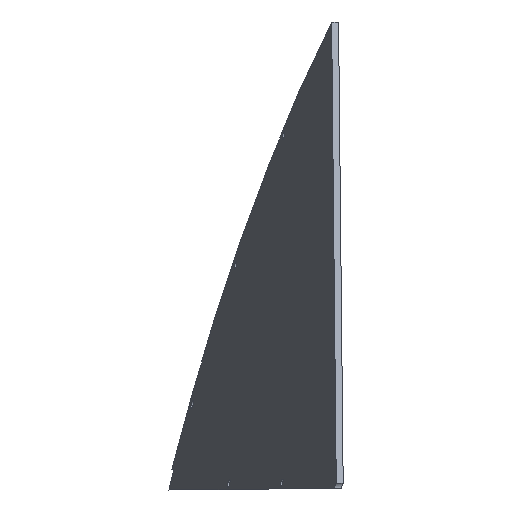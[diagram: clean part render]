
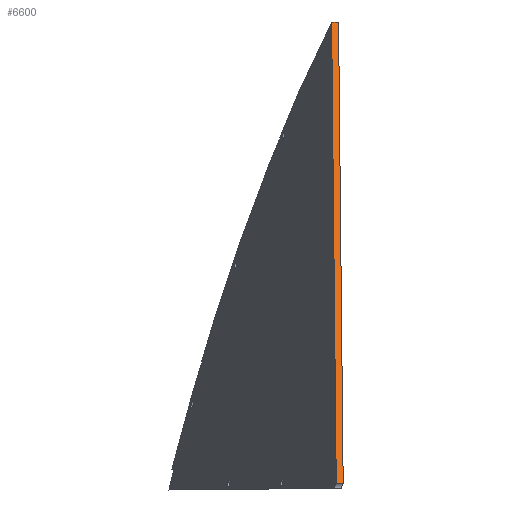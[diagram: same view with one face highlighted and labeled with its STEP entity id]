
A CAD part, front view. The second image highlights one B-rep face of the part: STEP entity #6600.
In plain terms, the highlighted face is planar.
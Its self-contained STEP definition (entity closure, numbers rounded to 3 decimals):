
#60=CARTESIAN_POINT('',(8.513,12.728,
12.728));
#70=DIRECTION('',(-1.,0.,0.));
#80=VECTOR('',#70,1.);
#90=LINE('',#60,#80);
#100=CARTESIAN_POINT('',(8.513,12.728,
12.728));
#110=VERTEX_POINT('',#100);
#120=CARTESIAN_POINT('',(-8.513,12.728,
12.728));
#130=VERTEX_POINT('',#120);
#140=EDGE_CURVE('',#110,#130,#90,.T.);
#780=CARTESIAN_POINT('',(-8.513,1145.159,
1145.159));
#790=VERTEX_POINT('',#780);
#820=CARTESIAN_POINT('',(-8.513,12.728,
12.728));
#830=DIRECTION('',(0.,0.707,
0.707));
#840=VECTOR('',#830,1.);
#850=LINE('',#820,#840);
#860=EDGE_CURVE('',#130,#790,#850,.T.);
#4020=CARTESIAN_POINT('',(8.513,1145.159,
1145.159));
#4030=DIRECTION('',(0.,-0.707,
-0.707));
#4040=VECTOR('',#4030,1.);
#4050=LINE('',#4020,#4040);
#4060=CARTESIAN_POINT('',(8.513,1145.159,
1145.159));
#4070=VERTEX_POINT('',#4060);
#4080=EDGE_CURVE('',#4070,#110,#4050,.T.);
#6440=CARTESIAN_POINT('',(-5348.575,1145.159,
1145.159));
#6450=DIRECTION('',(0.,-0.707,0.707));
#6460=DIRECTION('',(0.,-0.707,-0.707));
#6470=AXIS2_PLACEMENT_3D('',#6440,#6450,#6460);
#6480=PLANE('',#6470);
#6490=ORIENTED_EDGE('',*,*,#140,.F.);
#6500=ORIENTED_EDGE('',*,*,#860,.F.);
#6510=CARTESIAN_POINT('',(-8.513,1145.159,
1145.159));
#6520=DIRECTION('',(1.,0.,0.));
#6530=VECTOR('',#6520,1.);
#6540=LINE('',#6510,#6530);
#6550=EDGE_CURVE('',#790,#4070,#6540,.T.);
#6560=ORIENTED_EDGE('',*,*,#6550,.F.);
#6570=ORIENTED_EDGE('',*,*,#4080,.F.);
#6580=EDGE_LOOP('',(#6570,#6560,#6500,#6490));
#6590=FACE_OUTER_BOUND('',#6580,.T.);
#6600=ADVANCED_FACE('',(#6590),#6480,.T.);
